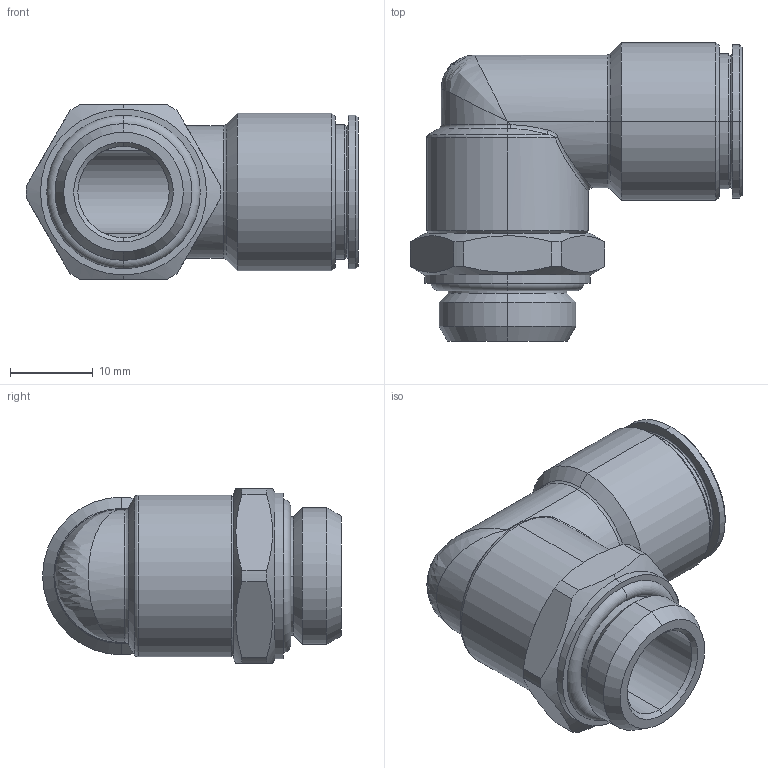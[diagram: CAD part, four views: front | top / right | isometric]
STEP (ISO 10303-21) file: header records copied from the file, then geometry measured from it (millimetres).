
FILE_DESCRIPTION (( 'STEP AP203' ), '1' );
FILE_NAME ('X0060063.STEP', '2016-12-05T15:53:41', ( '' ), ( '' ), 'SwSTEP 2.0', 'SolidWorks 2015', '' );
FILE_SCHEMA (( 'CONFIG_CONTROL_DESIGN' ));
Length unit declared in the file: millimetre
Products named in the file (1): X0060063
Bounding box: 40.01 x 36 x 21 mm (x, y, z)
Volume: 8572.5 mm3; surface area: 5783.4 mm2
Topology: 1 solids, 1 shells, 100 faces, 222 edges, 125 vertices
Faces by surface type: cylinder 33, cone 25, torus 16, plane 16, bspline 8, sphere 2
Entity records: 3345 total; most frequent: CARTESIAN_POINT 1103, DIRECTION 488, ORIENTED_EDGE 436, EDGE_CURVE 218, AXIS2_PLACEMENT_3D 212, VERTEX_POINT 125, CIRCLE 119, EDGE_LOOP 107
